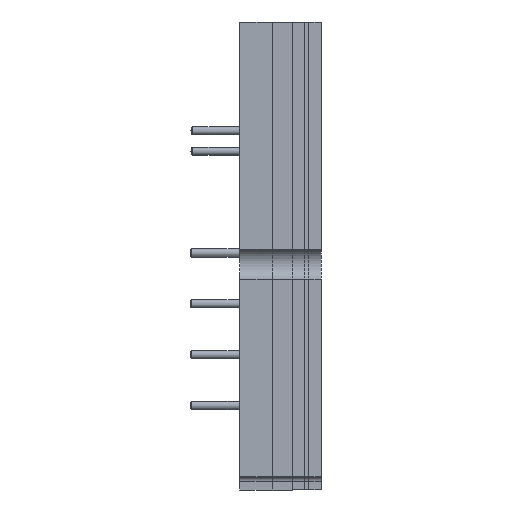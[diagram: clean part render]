
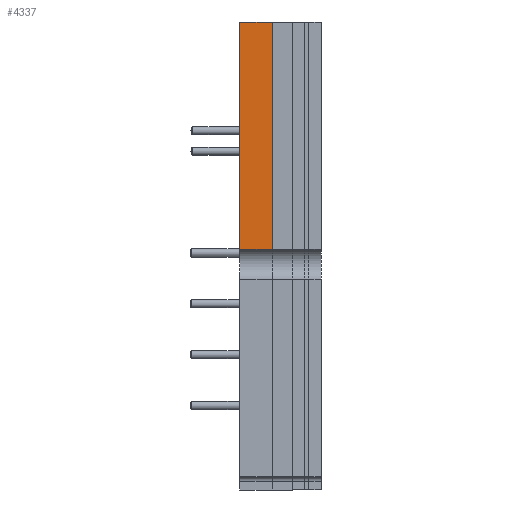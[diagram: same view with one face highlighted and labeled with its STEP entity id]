
A CAD part, left-side view. The second image highlights one B-rep face of the part: STEP entity #4337.
In plain terms, the highlighted planar face has unit normal (-1, 0, 0).
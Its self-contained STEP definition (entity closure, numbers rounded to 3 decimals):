
#50 = LINE ( 'NONE', #4023, #10287 ) ;
#264 = EDGE_CURVE ( 'NONE', #8111, #9400, #9268, .T. ) ;
#628 = AXIS2_PLACEMENT_3D ( 'NONE', #7698, #5395, #5324 ) ;
#729 = CARTESIAN_POINT ( 'NONE',  ( -79., 16., 113.5 ) ) ;
#2448 = EDGE_CURVE ( 'NONE', #8111, #2569, #8445, .T. ) ;
#2569 = VERTEX_POINT ( 'NONE', #4740 ) ;
#3187 = DIRECTION ( 'NONE',  ( 0., -1., 0. ) ) ;
#3554 = VECTOR ( 'NONE', #9985, 1000. ) ;
#3906 = CARTESIAN_POINT ( 'NONE',  ( -79., 16., 113.5 ) ) ;
#4023 = CARTESIAN_POINT ( 'NONE',  ( -79., 0., 113.5 ) ) ;
#4337 = ADVANCED_FACE ( 'NONE', ( #6984 ), #4595, .F. ) ;
#4595 = PLANE ( 'NONE',  #628 ) ;
#4629 = DIRECTION ( 'NONE',  ( 0., -1., 0. ) ) ;
#4687 = ORIENTED_EDGE ( 'NONE', *, *, #6029, .T. ) ;
#4693 = CARTESIAN_POINT ( 'NONE',  ( -79., 0., 1.916 ) ) ;
#4740 = CARTESIAN_POINT ( 'NONE',  ( -79., 0., 1.916 ) ) ;
#4860 = DIRECTION ( 'NONE',  ( 0., 0., 1. ) ) ;
#4952 = VERTEX_POINT ( 'NONE', #10277 ) ;
#5102 = VECTOR ( 'NONE', #3187, 1000. ) ;
#5324 = DIRECTION ( 'NONE',  ( 0., 0., -1. ) ) ;
#5395 = DIRECTION ( 'NONE',  ( 1., 0., 0. ) ) ;
#6029 = EDGE_CURVE ( 'NONE', #2569, #4952, #50, .T. ) ;
#6271 = VECTOR ( 'NONE', #4629, 1000. ) ;
#6503 = ORIENTED_EDGE ( 'NONE', *, *, #8145, .F. ) ;
#6984 = FACE_OUTER_BOUND ( 'NONE', #8828, .T. ) ;
#7288 = CARTESIAN_POINT ( 'NONE',  ( -79., 16., 1.916 ) ) ;
#7366 = LINE ( 'NONE', #729, #5102 ) ;
#7698 = CARTESIAN_POINT ( 'NONE',  ( -79., 16., 113.5 ) ) ;
#8111 = VERTEX_POINT ( 'NONE', #7288 ) ;
#8145 = EDGE_CURVE ( 'NONE', #9400, #4952, #7366, .T. ) ;
#8259 = ORIENTED_EDGE ( 'NONE', *, *, #2448, .T. ) ;
#8445 = LINE ( 'NONE', #4693, #6271 ) ;
#8828 = EDGE_LOOP ( 'NONE', ( #10130, #8259, #4687, #6503 ) ) ;
#9038 = CARTESIAN_POINT ( 'NONE',  ( -79., 16., 113.5 ) ) ;
#9268 = LINE ( 'NONE', #9038, #3554 ) ;
#9400 = VERTEX_POINT ( 'NONE', #3906 ) ;
#9985 = DIRECTION ( 'NONE',  ( 0., 0., 1. ) ) ;
#10130 = ORIENTED_EDGE ( 'NONE', *, *, #264, .F. ) ;
#10277 = CARTESIAN_POINT ( 'NONE',  ( -79., 0., 113.5 ) ) ;
#10287 = VECTOR ( 'NONE', #4860, 1000. ) ;
